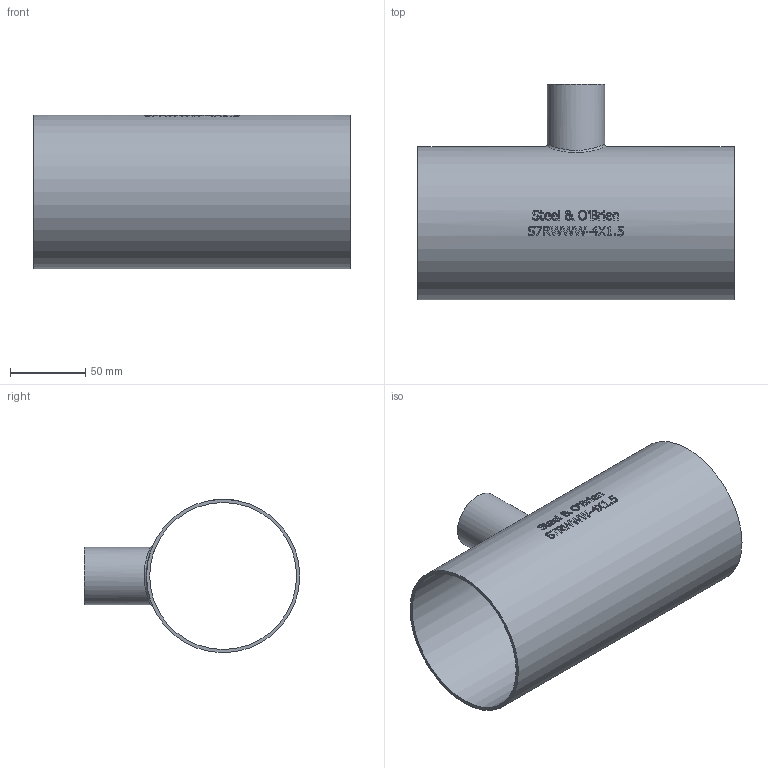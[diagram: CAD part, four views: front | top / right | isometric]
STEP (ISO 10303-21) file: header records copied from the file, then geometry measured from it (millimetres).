
FILE_DESCRIPTION(/* description */ (''),/* implementation_level */ '2;1');
FILE_NAME(/* name */ 'S7RWWW-4X1.5.stp',/* time_stamp */ '2018-11-28T14:00:05-05:00',/* author */ ('ken'),/* organization */ (''),/* preprocessor_version */ 'ST-DEVELOPER v15.2',/* originating_system */ 'Autodesk Inventor 2014',/* authorisation */ '');
FILE_SCHEMA (('AUTOMOTIVE_DESIGN { 1 0 10303 214 3 1 1 }'));
Length unit declared in the file: inch
Products named in the file (1): S7RWWW-4X1.5
Bounding box: 209.55 x 142.88 x 101.6 mm (x, y, z)
Volume: 144051 mm3; surface area: 140494.8 mm2
Topology: 1 solids, 1 shells, 392 faces, 1063 edges, 709 vertices
Faces by surface type: plane 195, bspline 157, cylinder 40
Full cylindrical faces by diameter (mm): 34.798 x1, 38.1 x1, 97.384 x1, 101.6 x1
Entity records: 15169 total; most frequent: CARTESIAN_POINT 6124, ORIENTED_EDGE 2108, DIRECTION 1428, EDGE_CURVE 1054, VERTEX_POINT 705, LINE 522, VECTOR 522, AXIS2_PLACEMENT_3D 453
